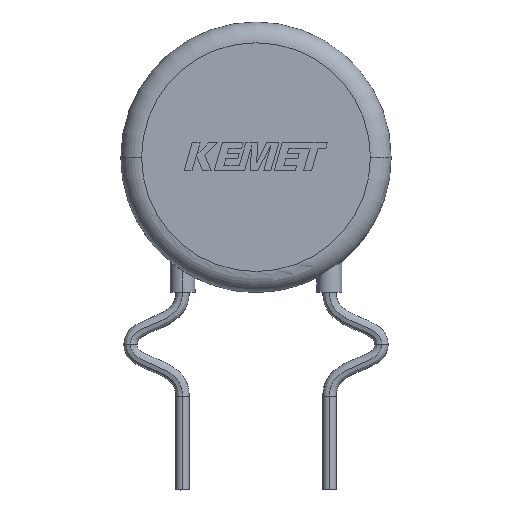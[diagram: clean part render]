
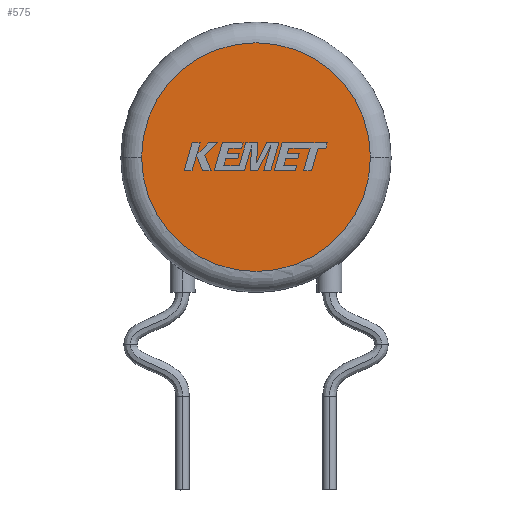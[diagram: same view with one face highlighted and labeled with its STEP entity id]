
A CAD part, top view. The second image highlights one B-rep face of the part: STEP entity #575.
In plain terms, the highlighted planar face has unit normal (0, 0, 1).
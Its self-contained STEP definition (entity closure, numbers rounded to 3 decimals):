
#111 = CARTESIAN_POINT ( 'NONE',  ( 5.5, 0., 5. ) ) ;
#367 = ORIENTED_EDGE ( 'NONE', *, *, #3994, .T. ) ;
#575 = ADVANCED_FACE ( 'NONE', ( #2206 ), #2661, .T. ) ;
#1078 = DIRECTION ( 'NONE',  ( 1., 0., 0. ) ) ;
#1097 = DIRECTION ( 'NONE',  ( 0., 0., 1. ) ) ;
#1099 = CIRCLE ( 'NONE', #1903, 5.5 ) ;
#1243 = ORIENTED_EDGE ( 'NONE', *, *, #4052, .T. ) ;
#1414 = CIRCLE ( 'NONE', #3161, 5.5 ) ;
#1664 = AXIS2_PLACEMENT_3D ( 'NONE', #1696, #1097, #1763 ) ;
#1696 = CARTESIAN_POINT ( 'NONE',  ( 0., 0., 5. ) ) ;
#1763 = DIRECTION ( 'NONE',  ( 1., 0., 0. ) ) ;
#1903 = AXIS2_PLACEMENT_3D ( 'NONE', #2009, #2960, #2377 ) ;
#2009 = CARTESIAN_POINT ( 'NONE',  ( 0., 0., 5. ) ) ;
#2206 = FACE_OUTER_BOUND ( 'NONE', #2834, .T. ) ;
#2250 = VERTEX_POINT ( 'NONE', #2511 ) ;
#2377 = DIRECTION ( 'NONE',  ( 1., 0., 0. ) ) ;
#2511 = CARTESIAN_POINT ( 'NONE',  ( -5.5, 0., 5. ) ) ;
#2661 = PLANE ( 'NONE',  #1664 ) ;
#2834 = EDGE_LOOP ( 'NONE', ( #1243, #367 ) ) ;
#2960 = DIRECTION ( 'NONE',  ( 0., 0., 1. ) ) ;
#2975 = CARTESIAN_POINT ( 'NONE',  ( 0., 0., 5. ) ) ;
#3161 = AXIS2_PLACEMENT_3D ( 'NONE', #2975, #3305, #1078 ) ;
#3305 = DIRECTION ( 'NONE',  ( 0., 0., 1. ) ) ;
#3527 = VERTEX_POINT ( 'NONE', #111 ) ;
#3994 = EDGE_CURVE ( 'NONE', #2250, #3527, #1099, .T. ) ;
#4052 = EDGE_CURVE ( 'NONE', #3527, #2250, #1414, .T. ) ;
